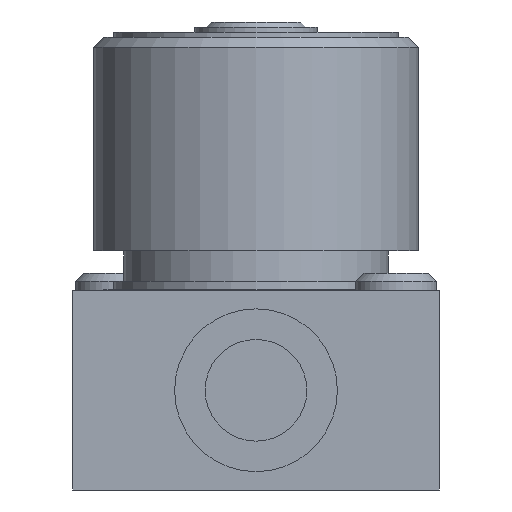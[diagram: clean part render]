
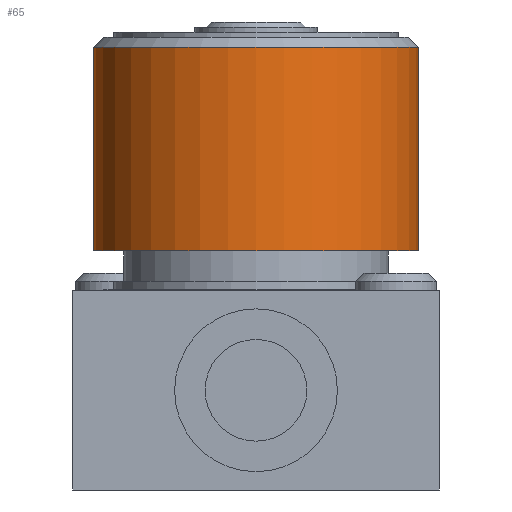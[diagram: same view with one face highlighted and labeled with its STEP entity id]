
A CAD part, front view. The second image highlights one B-rep face of the part: STEP entity #65.
In plain terms, the highlighted cylindrical face has radius 8 mm (diameter 16 mm), a full revolution.
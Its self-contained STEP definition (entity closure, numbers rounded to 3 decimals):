
#15 = CARTESIAN_POINT ( 'NONE',  ( 8., 5.5, 16.85 ) ) ;
#65 = ADVANCED_FACE ( 'NONE', ( #732, #84 ), #1146, .T. ) ;
#84 = FACE_OUTER_BOUND ( 'NONE', #551, .T. ) ;
#114 = DIRECTION ( 'NONE',  ( 1., 0., 0. ) ) ;
#264 = ORIENTED_EDGE ( 'NONE', *, *, #535, .T. ) ;
#314 = EDGE_LOOP ( 'NONE', ( #432 ) ) ;
#328 = AXIS2_PLACEMENT_3D ( 'NONE', #568, #926, #114 ) ;
#333 = DIRECTION ( 'NONE',  ( 0., 0., -1. ) ) ;
#361 = CARTESIAN_POINT ( 'NONE',  ( 0., 5.5, 17.35 ) ) ;
#368 = CARTESIAN_POINT ( 'NONE',  ( 8., 5.5, 6.85 ) ) ;
#432 = ORIENTED_EDGE ( 'NONE', *, *, #685, .T. ) ;
#444 = DIRECTION ( 'NONE',  ( 0., 0., -1. ) ) ;
#470 = AXIS2_PLACEMENT_3D ( 'NONE', #506, #333, #1023 ) ;
#506 = CARTESIAN_POINT ( 'NONE',  ( 0., 5.5, 16.85 ) ) ;
#535 = EDGE_CURVE ( 'NONE', #788, #788, #877, .T. ) ;
#551 = EDGE_LOOP ( 'NONE', ( #264 ) ) ;
#568 = CARTESIAN_POINT ( 'NONE',  ( 0., 5.5, 6.85 ) ) ;
#623 = VERTEX_POINT ( 'NONE', #15 ) ;
#685 = EDGE_CURVE ( 'NONE', #623, #623, #916, .T. ) ;
#732 = FACE_OUTER_BOUND ( 'NONE', #314, .T. ) ;
#788 = VERTEX_POINT ( 'NONE', #368 ) ;
#877 = CIRCLE ( 'NONE', #328, 8. ) ;
#916 = CIRCLE ( 'NONE', #470, 8. ) ;
#926 = DIRECTION ( 'NONE',  ( 0., 0., 1. ) ) ;
#957 = AXIS2_PLACEMENT_3D ( 'NONE', #361, #444, #1081 ) ;
#1023 = DIRECTION ( 'NONE',  ( 1., 0., 0. ) ) ;
#1081 = DIRECTION ( 'NONE',  ( -1., 0., 0. ) ) ;
#1146 = CYLINDRICAL_SURFACE ( 'NONE', #957, 8. ) ;
